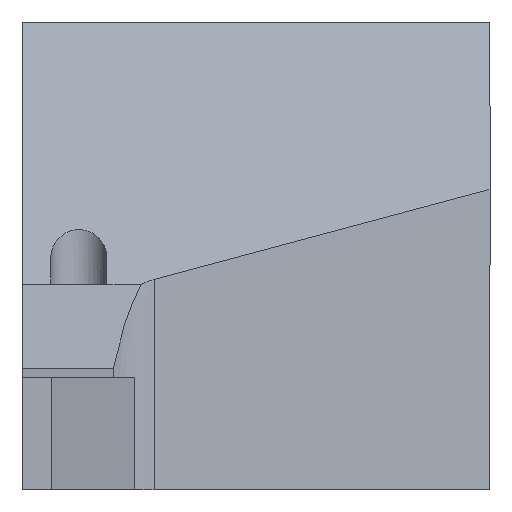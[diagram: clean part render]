
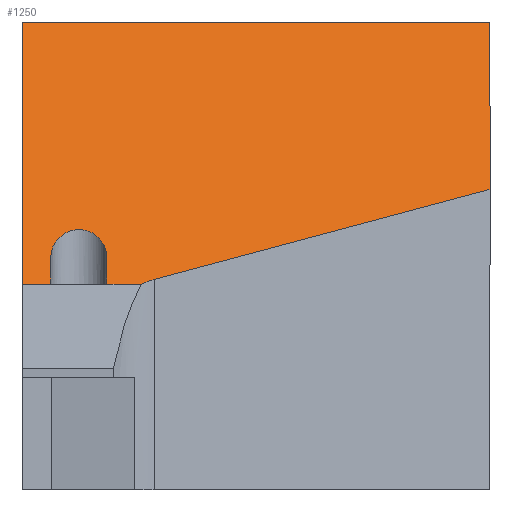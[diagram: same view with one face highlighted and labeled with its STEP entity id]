
A CAD part, left-side view. The second image highlights one B-rep face of the part: STEP entity #1250.
In plain terms, the highlighted planar face has unit normal (-0.707, 0, 0.707).
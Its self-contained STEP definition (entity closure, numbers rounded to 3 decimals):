
#43 = DIRECTION ( 'NONE',  ( 0., -1., 0. ) ) ;
#48 = CARTESIAN_POINT ( 'NONE',  ( -118.605, 18.17, -1.311 ) ) ;
#54 = CARTESIAN_POINT ( 'NONE',  ( -113.736, 0., 3.558 ) ) ;
#94 = DIRECTION ( 'NONE',  ( -0.707, 0., -0.707 ) ) ;
#112 = VECTOR ( 'NONE', #995, 1000. ) ;
#119 = CARTESIAN_POINT ( 'NONE',  ( -118.794, 188.875, -1.5 ) ) ;
#132 = VERTEX_POINT ( 'NONE', #1184 ) ;
#158 = EDGE_CURVE ( 'NONE', #634, #1378, #222, .T. ) ;
#160 = LINE ( 'NONE', #838, #623 ) ;
#167 = VERTEX_POINT ( 'NONE', #544 ) ;
#177 = CARTESIAN_POINT ( 'NONE',  ( -64.897, 0., 52.397 ) ) ;
#222 =( BOUNDED_CURVE ( )  B_SPLINE_CURVE ( 3, ( #905, #571, #656, #1110 ),
 .UNSPECIFIED., .F., .T. ) 
 B_SPLINE_CURVE_WITH_KNOTS ( ( 4, 4 ),
 ( 1.571, 4.712 ),
 .UNSPECIFIED. ) 
 CURVE ( )  GEOMETRIC_REPRESENTATION_ITEM ( )  RATIONAL_B_SPLINE_CURVE ( ( 1., 0.333, 0.333, 1. ) ) 
 REPRESENTATION_ITEM ( '' )  );
#227 = ORIENTED_EDGE ( 'NONE', *, *, #830, .T. ) ;
#243 = LINE ( 'NONE', #177, #707 ) ;
#267 = LINE ( 'NONE', #395, #725 ) ;
#281 = LINE ( 'NONE', #1406, #1341 ) ;
#299 = CARTESIAN_POINT ( 'NONE',  ( -118.541, 17.933, -1.247 ) ) ;
#304 = EDGE_LOOP ( 'NONE', ( #577, #557, #594, #982, #1162, #377, #402, #227, #934, #1362 ) ) ;
#312 = LINE ( 'NONE', #648, #771 ) ;
#318 =( BOUNDED_CURVE ( )  B_SPLINE_CURVE ( 3, ( #578, #1034, #48, #299 ),
 .UNSPECIFIED., .F., .T. ) 
 B_SPLINE_CURVE_WITH_KNOTS ( ( 4, 4 ),
 ( 2.7, 2.88 ),
 .UNSPECIFIED. ) 
 CURVE ( )  GEOMETRIC_REPRESENTATION_ITEM ( )  RATIONAL_B_SPLINE_CURVE ( ( 1., 0.997, 0.997, 1. ) ) 
 REPRESENTATION_ITEM ( '' )  );
#337 = DIRECTION ( 'NONE',  ( -0.707, 0., 0.707 ) ) ;
#377 = ORIENTED_EDGE ( 'NONE', *, *, #653, .F. ) ;
#395 = CARTESIAN_POINT ( 'NONE',  ( -107.665, -22.66, 9.63 ) ) ;
#402 = ORIENTED_EDGE ( 'NONE', *, *, #1041, .F. ) ;
#427 = VERTEX_POINT ( 'NONE', #628 ) ;
#483 = DIRECTION ( 'NONE',  ( 0., -1., 0. ) ) ;
#498 = DIRECTION ( 'NONE',  ( -0.707, 0., -0.707 ) ) ;
#515 = DIRECTION ( 'NONE',  ( 0.707, 0., 0.707 ) ) ;
#544 = CARTESIAN_POINT ( 'NONE',  ( -104.794, 25., 12.5 ) ) ;
#547 = EDGE_CURVE ( 'NONE', #1067, #427, #160, .T. ) ;
#557 = ORIENTED_EDGE ( 'NONE', *, *, #547, .T. ) ;
#571 = CARTESIAN_POINT ( 'NONE',  ( -114.386, 23.464, 2.909 ) ) ;
#577 = ORIENTED_EDGE ( 'NONE', *, *, #604, .T. ) ;
#578 = CARTESIAN_POINT ( 'NONE',  ( -118.794, 18.622, -1.5 ) ) ;
#594 = ORIENTED_EDGE ( 'NONE', *, *, #1022, .T. ) ;
#604 = EDGE_CURVE ( 'NONE', #1378, #1067, #312, .T. ) ;
#609 = DIRECTION ( 'NONE',  ( 0.251, -0.935, 0.251 ) ) ;
#623 = VECTOR ( 'NONE', #43, 1000. ) ;
#628 = CARTESIAN_POINT ( 'NONE',  ( -118.794, 18.622, -1.5 ) ) ;
#634 = VERTEX_POINT ( 'NONE', #712 ) ;
#648 = CARTESIAN_POINT ( 'NONE',  ( -118.794, 20.464, -1.5 ) ) ;
#653 = EDGE_CURVE ( 'NONE', #167, #953, #281, .T. ) ;
#656 = CARTESIAN_POINT ( 'NONE',  ( -114.386, 20.464, 2.909 ) ) ;
#670 = EDGE_CURVE ( 'NONE', #1145, #1461, #267, .T. ) ;
#707 = VECTOR ( 'NONE', #498, 1000. ) ;
#712 = CARTESIAN_POINT ( 'NONE',  ( -117.386, 23.464, -0.091 ) ) ;
#722 = CARTESIAN_POINT ( 'NONE',  ( -104.794, 0., 12.5 ) ) ;
#725 = VECTOR ( 'NONE', #609, 1000. ) ;
#736 = LINE ( 'NONE', #1196, #802 ) ;
#771 = VECTOR ( 'NONE', #94, 1000. ) ;
#785 = CARTESIAN_POINT ( 'NONE',  ( -118.794, 188.875, -1.5 ) ) ;
#802 = VECTOR ( 'NONE', #515, 1000. ) ;
#830 = EDGE_CURVE ( 'NONE', #1097, #132, #1112, .T. ) ;
#838 = CARTESIAN_POINT ( 'NONE',  ( -118.794, 188.875, -1.5 ) ) ;
#870 = CARTESIAN_POINT ( 'NONE',  ( -118.794, 25., -1.5 ) ) ;
#905 = CARTESIAN_POINT ( 'NONE',  ( -117.386, 23.464, -0.091 ) ) ;
#912 = CARTESIAN_POINT ( 'NONE',  ( -118.541, 17.933, -1.247 ) ) ;
#934 = ORIENTED_EDGE ( 'NONE', *, *, #1101, .T. ) ;
#953 = VERTEX_POINT ( 'NONE', #722 ) ;
#982 = ORIENTED_EDGE ( 'NONE', *, *, #670, .T. ) ;
#995 = DIRECTION ( 'NONE',  ( 0.707, 0., 0.707 ) ) ;
#1022 = EDGE_CURVE ( 'NONE', #427, #1145, #318, .T. ) ;
#1027 = PLANE ( 'NONE',  #1318 ) ;
#1033 = EDGE_CURVE ( 'NONE', #953, #1461, #243, .T. ) ;
#1034 = CARTESIAN_POINT ( 'NONE',  ( -118.689, 18.4, -1.395 ) ) ;
#1041 = EDGE_CURVE ( 'NONE', #1097, #167, #1091, .T. ) ;
#1067 = VERTEX_POINT ( 'NONE', #1299 ) ;
#1091 = LINE ( 'NONE', #1429, #112 ) ;
#1097 = VERTEX_POINT ( 'NONE', #870 ) ;
#1101 = EDGE_CURVE ( 'NONE', #132, #634, #736, .T. ) ;
#1110 = CARTESIAN_POINT ( 'NONE',  ( -117.386, 20.464, -0.091 ) ) ;
#1112 = LINE ( 'NONE', #785, #1294 ) ;
#1145 = VERTEX_POINT ( 'NONE', #912 ) ;
#1162 = ORIENTED_EDGE ( 'NONE', *, *, #1033, .F. ) ;
#1184 = CARTESIAN_POINT ( 'NONE',  ( -118.794, 23.464, -1.5 ) ) ;
#1196 = CARTESIAN_POINT ( 'NONE',  ( -118.794, 23.464, -1.5 ) ) ;
#1214 = DIRECTION ( 'NONE',  ( 0., -1., 0. ) ) ;
#1218 = FACE_OUTER_BOUND ( 'NONE', #304, .T. ) ;
#1231 = DIRECTION ( 'NONE',  ( -0.707, 0., -0.707 ) ) ;
#1250 = ADVANCED_FACE ( 'NONE', ( #1218 ), #1027, .T. ) ;
#1294 = VECTOR ( 'NONE', #1214, 1000. ) ;
#1299 = CARTESIAN_POINT ( 'NONE',  ( -118.794, 20.464, -1.5 ) ) ;
#1318 = AXIS2_PLACEMENT_3D ( 'NONE', #119, #337, #1231 ) ;
#1341 = VECTOR ( 'NONE', #483, 1000. ) ;
#1362 = ORIENTED_EDGE ( 'NONE', *, *, #158, .T. ) ;
#1378 = VERTEX_POINT ( 'NONE', #1395 ) ;
#1395 = CARTESIAN_POINT ( 'NONE',  ( -117.386, 20.464, -0.091 ) ) ;
#1406 = CARTESIAN_POINT ( 'NONE',  ( -104.794, 0., 12.5 ) ) ;
#1429 = CARTESIAN_POINT ( 'NONE',  ( -64.897, 25., 52.397 ) ) ;
#1461 = VERTEX_POINT ( 'NONE', #54 ) ;
